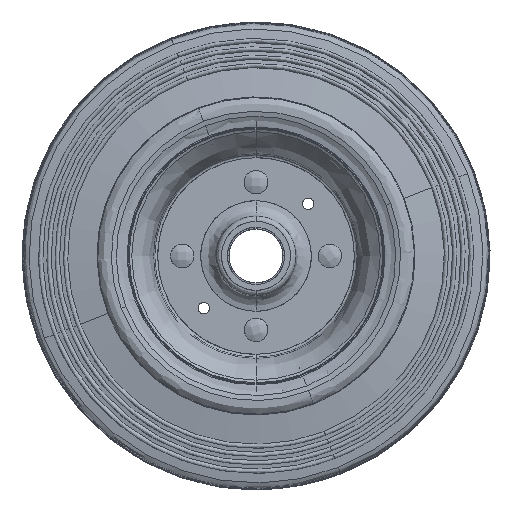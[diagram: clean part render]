
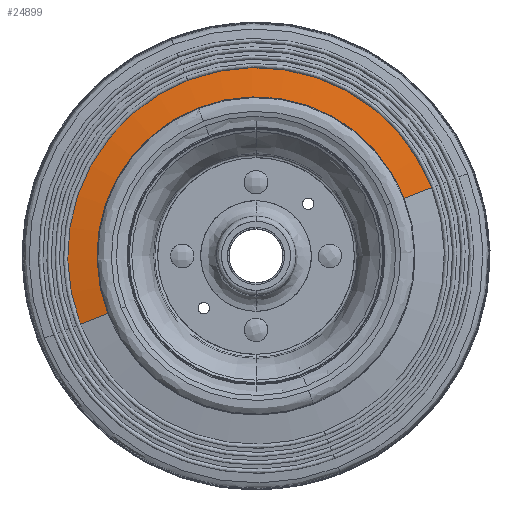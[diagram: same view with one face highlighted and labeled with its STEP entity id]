
A CAD part, top view. The second image highlights one B-rep face of the part: STEP entity #24899.
In plain terms, the highlighted conical face has half-angle 80.452 degrees and reference radius 90.572 mm.
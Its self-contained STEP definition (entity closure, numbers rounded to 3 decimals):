
#738 = DIRECTION ( 'NONE',  ( 0., 0., -1. ) ) ;
#2085 = CARTESIAN_POINT ( 'NONE',  ( -84.405, -32.849, 18.75 ) ) ;
#2877 = AXIS2_PLACEMENT_3D ( 'NONE', #4231, #22861, #6862 ) ;
#4231 = CARTESIAN_POINT ( 'NONE',  ( 0., 0., 21.121 ) ) ;
#4610 = ORIENTED_EDGE ( 'NONE', *, *, #10870, .T. ) ;
#4806 = CARTESIAN_POINT ( 'NONE',  ( -84.405, -32.849, 18.75 ) ) ;
#5024 = VERTEX_POINT ( 'NONE', #30706 ) ;
#5064 = ORIENTED_EDGE ( 'NONE', *, *, #23149, .T. ) ;
#5408 = LINE ( 'NONE', #2085, #25845 ) ;
#6725 = ORIENTED_EDGE ( 'NONE', *, *, #10406, .T. ) ;
#6862 = DIRECTION ( 'NONE',  ( -0.932, -0.363, 0. ) ) ;
#7258 = DIRECTION ( 'NONE',  ( 0.919, 0.358, -0.166 ) ) ;
#7330 = LINE ( 'NONE', #25496, #21578 ) ;
#7938 = AXIS2_PLACEMENT_3D ( 'NONE', #16670, #738, #30053 ) ;
#9037 = CARTESIAN_POINT ( 'NONE',  ( 84.405, 32.849, 18.75 ) ) ;
#10406 = EDGE_CURVE ( 'NONE', #5024, #12252, #32639, .T. ) ;
#10870 = EDGE_CURVE ( 'NONE', #14837, #11744, #21363, .T. ) ;
#11744 = VERTEX_POINT ( 'NONE', #4806 ) ;
#12252 = VERTEX_POINT ( 'NONE', #33236 ) ;
#14837 = VERTEX_POINT ( 'NONE', #9037 ) ;
#15103 = FACE_OUTER_BOUND ( 'NONE', #17041, .T. ) ;
#15648 = CARTESIAN_POINT ( 'NONE',  ( 0., 0., 18.75 ) ) ;
#16670 = CARTESIAN_POINT ( 'NONE',  ( 0., 0., 18.75 ) ) ;
#17041 = EDGE_LOOP ( 'NONE', ( #6725, #5064, #4610, #33386 ) ) ;
#18311 = DIRECTION ( 'NONE',  ( -0.932, -0.363, 0. ) ) ;
#20820 = DIRECTION ( 'NONE',  ( -0.919, -0.358, -0.166 ) ) ;
#21363 = CIRCLE ( 'NONE', #27867, 90.572 ) ;
#21578 = VECTOR ( 'NONE', #7258, 1000. ) ;
#22861 = DIRECTION ( 'NONE',  ( 0., 0., -1. ) ) ;
#23149 = EDGE_CURVE ( 'NONE', #12252, #14837, #7330, .T. ) ;
#24899 = ADVANCED_FACE ( 'NONE', ( #15103 ), #33019, .T. ) ;
#25496 = CARTESIAN_POINT ( 'NONE',  ( 84.405, 32.849, 18.75 ) ) ;
#25845 = VECTOR ( 'NONE', #20820, 1000. ) ;
#27867 = AXIS2_PLACEMENT_3D ( 'NONE', #15648, #34231, #18311 ) ;
#29212 = EDGE_CURVE ( 'NONE', #5024, #11744, #5408, .T. ) ;
#30053 = DIRECTION ( 'NONE',  ( -0.932, -0.363, 0. ) ) ;
#30706 = CARTESIAN_POINT ( 'NONE',  ( -71.268, -27.737, 21.121 ) ) ;
#32639 = CIRCLE ( 'NONE', #2877, 76.476 ) ;
#33019 = CONICAL_SURFACE ( 'NONE', #7938, 90.572, 1.404 ) ;
#33236 = CARTESIAN_POINT ( 'NONE',  ( 71.268, 27.737, 21.121 ) ) ;
#33386 = ORIENTED_EDGE ( 'NONE', *, *, #29212, .F. ) ;
#34231 = DIRECTION ( 'NONE',  ( 0., 0., 1. ) ) ;
